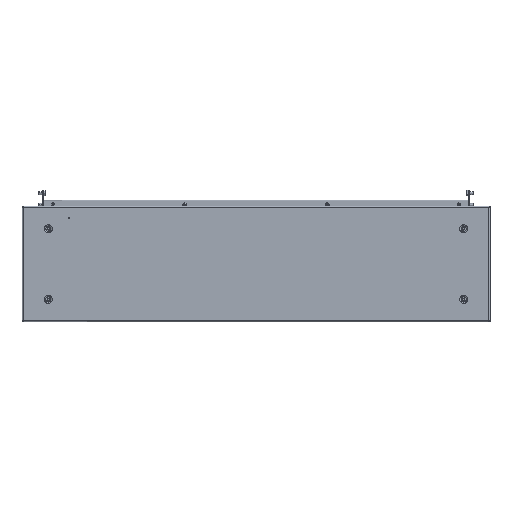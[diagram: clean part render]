
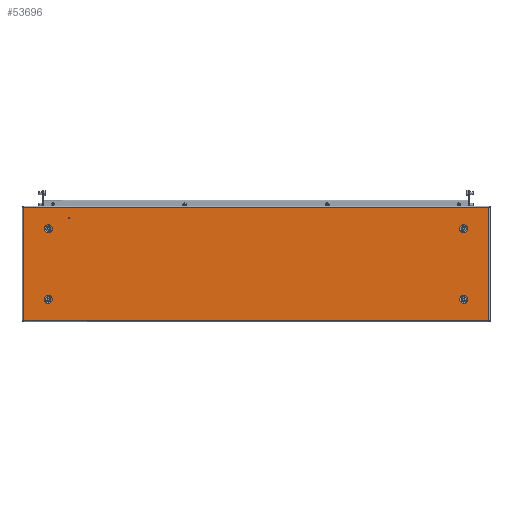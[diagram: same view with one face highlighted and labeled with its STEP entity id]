
A CAD part, top view. The second image highlights one B-rep face of the part: STEP entity #53696.
In plain terms, the highlighted planar face has unit normal (0, 0, 1).
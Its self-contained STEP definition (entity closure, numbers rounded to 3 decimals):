
#49 = CARTESIAN_POINT ( 'NONE',  ( -397., 98., 0. ) ) ;
#201 = AXIS2_PLACEMENT_3D ( 'NONE', #35499, #80328, #3762 ) ;
#659 = CARTESIAN_POINT ( 'NONE',  ( 441.5, 66.557, 0. ) ) ;
#1003 = CARTESIAN_POINT ( 'NONE',  ( -397.5, 98., 0. ) ) ;
#2354 = CIRCLE ( 'NONE', #31178, 0.5 ) ;
#2973 = CARTESIAN_POINT ( 'NONE',  ( 441.5, -75., 0. ) ) ;
#3001 = LINE ( 'NONE', #77132, #39472 ) ;
#3557 = AXIS2_PLACEMENT_3D ( 'NONE', #15355, #73198, #34615 ) ;
#3762 = DIRECTION ( 'NONE',  ( 0., 1., 0. ) ) ;
#4762 = CARTESIAN_POINT ( 'NONE',  ( 441.5, 75., 0. ) ) ;
#6703 = AXIS2_PLACEMENT_3D ( 'NONE', #75703, #37403, #43324 ) ;
#6780 = EDGE_CURVE ( 'NONE', #53994, #44691, #29376, .T. ) ;
#8820 = ORIENTED_EDGE ( 'NONE', *, *, #32095, .F. ) ;
#11185 = DIRECTION ( 'NONE',  ( 0., 1., 0. ) ) ;
#11298 = DIRECTION ( 'NONE',  ( 0., 1., 0. ) ) ;
#15075 = AXIS2_PLACEMENT_3D ( 'NONE', #68368, #30102, #36564 ) ;
#15355 = CARTESIAN_POINT ( 'NONE',  ( -397.5, 98., 0. ) ) ;
#16108 = VECTOR ( 'NONE', #83792, 1000. ) ;
#16378 = CARTESIAN_POINT ( 'NONE',  ( -398., 98., 0. ) ) ;
#16580 = DIRECTION ( 'NONE',  ( 0., 1., 0. ) ) ;
#17002 = LINE ( 'NONE', #56595, #77542 ) ;
#17251 = EDGE_LOOP ( 'NONE', ( #52853, #40052 ) ) ;
#17430 = DIRECTION ( 'NONE',  ( 0., 1., 0. ) ) ;
#17438 = DIRECTION ( 'NONE',  ( 0., 0., 1. ) ) ;
#17566 = AXIS2_PLACEMENT_3D ( 'NONE', #31414, #63267, #31142 ) ;
#18038 = ORIENTED_EDGE ( 'NONE', *, *, #37297, .T. ) ;
#19158 = EDGE_CURVE ( 'NONE', #21478, #53374, #21669, .T. ) ;
#21077 = EDGE_CURVE ( 'NONE', #64800, #65337, #25927, .T. ) ;
#21478 = VERTEX_POINT ( 'NONE', #34778 ) ;
#21669 = LINE ( 'NONE', #28426, #35939 ) ;
#21883 = FACE_BOUND ( 'NONE', #68799, .T. ) ;
#23104 = EDGE_LOOP ( 'NONE', ( #18038, #60819 ) ) ;
#25045 = CIRCLE ( 'NONE', #3557, 0.5 ) ;
#25927 = CIRCLE ( 'NONE', #15075, 8.443 ) ;
#26781 = CARTESIAN_POINT ( 'NONE',  ( 495.1, -120.6, 0. ) ) ;
#28426 = CARTESIAN_POINT ( 'NONE',  ( -496.029, -120.6, 0. ) ) ;
#29227 = EDGE_CURVE ( 'NONE', #56167, #67734, #75600, .T. ) ;
#29376 = CIRCLE ( 'NONE', #201, 8.443 ) ;
#30102 = DIRECTION ( 'NONE',  ( 0., 0., 1. ) ) ;
#31142 = DIRECTION ( 'NONE',  ( 0., 1., 0. ) ) ;
#31178 = AXIS2_PLACEMENT_3D ( 'NONE', #1003, #33290, #64574 ) ;
#31389 = CARTESIAN_POINT ( 'NONE',  ( 0., 0., 0. ) ) ;
#31414 = CARTESIAN_POINT ( 'NONE',  ( 441.5, 75., 0. ) ) ;
#32095 = EDGE_CURVE ( 'NONE', #44691, #53994, #61353, .T. ) ;
#32204 = DIRECTION ( 'NONE',  ( 0., 0., 1. ) ) ;
#32312 = DIRECTION ( 'NONE',  ( 0., -1., 0. ) ) ;
#32402 = VERTEX_POINT ( 'NONE', #659 ) ;
#33290 = DIRECTION ( 'NONE',  ( 0., 0., -1. ) ) ;
#33937 = ORIENTED_EDGE ( 'NONE', *, *, #29227, .F. ) ;
#34615 = DIRECTION ( 'NONE',  ( -1., 0., 0. ) ) ;
#34778 = CARTESIAN_POINT ( 'NONE',  ( -495.1, -120.6, 0. ) ) ;
#34918 = CARTESIAN_POINT ( 'NONE',  ( -441.5, -83.443, 0. ) ) ;
#35498 = CARTESIAN_POINT ( 'NONE',  ( -441.5, 66.557, 0. ) ) ;
#35499 = CARTESIAN_POINT ( 'NONE',  ( 441.5, -75., 0. ) ) ;
#35643 = ORIENTED_EDGE ( 'NONE', *, *, #79413, .T. ) ;
#35939 = VECTOR ( 'NONE', #73748, 1000. ) ;
#36429 = ORIENTED_EDGE ( 'NONE', *, *, #6780, .F. ) ;
#36488 = ORIENTED_EDGE ( 'NONE', *, *, #40769, .F. ) ;
#36564 = DIRECTION ( 'NONE',  ( 0., 1., 0. ) ) ;
#36624 = CARTESIAN_POINT ( 'NONE',  ( -441.5, -66.557, 0. ) ) ;
#36840 = EDGE_CURVE ( 'NONE', #32402, #81442, #77487, .T. ) ;
#37297 = EDGE_CURVE ( 'NONE', #44633, #50126, #2354, .T. ) ;
#37403 = DIRECTION ( 'NONE',  ( 0., 0., 1. ) ) ;
#37918 = ORIENTED_EDGE ( 'NONE', *, *, #19158, .T. ) ;
#38092 = EDGE_CURVE ( 'NONE', #67734, #56167, #67874, .T. ) ;
#38246 = AXIS2_PLACEMENT_3D ( 'NONE', #76369, #17438, #11185 ) ;
#39018 = FACE_BOUND ( 'NONE', #50307, .T. ) ;
#39097 = FACE_BOUND ( 'NONE', #23104, .T. ) ;
#39472 = VECTOR ( 'NONE', #32312, 1000. ) ;
#40052 = ORIENTED_EDGE ( 'NONE', *, *, #36840, .F. ) ;
#40769 = EDGE_CURVE ( 'NONE', #65337, #64800, #75080, .T. ) ;
#41013 = FACE_BOUND ( 'NONE', #58468, .T. ) ;
#41418 = LINE ( 'NONE', #57755, #16108 ) ;
#42004 = FACE_BOUND ( 'NONE', #17251, .T. ) ;
#42352 = CARTESIAN_POINT ( 'NONE',  ( -441.5, 83.443, 0. ) ) ;
#43151 = DIRECTION ( 'NONE',  ( 0., 0., 1. ) ) ;
#43324 = DIRECTION ( 'NONE',  ( 0., 1., 0. ) ) ;
#43959 = CARTESIAN_POINT ( 'NONE',  ( -441.5, -75., 0. ) ) ;
#44157 = CARTESIAN_POINT ( 'NONE',  ( 495.1, 120.6, 0. ) ) ;
#44550 = AXIS2_PLACEMENT_3D ( 'NONE', #43959, #43151, #56296 ) ;
#44633 = VERTEX_POINT ( 'NONE', #16378 ) ;
#44691 = VERTEX_POINT ( 'NONE', #68301 ) ;
#45040 = VERTEX_POINT ( 'NONE', #58342 ) ;
#45698 = EDGE_LOOP ( 'NONE', ( #74847, #37918, #35643, #70551 ) ) ;
#46591 = CARTESIAN_POINT ( 'NONE',  ( 441.5, 83.443, 0. ) ) ;
#50126 = VERTEX_POINT ( 'NONE', #49 ) ;
#50307 = EDGE_LOOP ( 'NONE', ( #57646, #36488 ) ) ;
#51429 = EDGE_CURVE ( 'NONE', #45040, #21478, #3001, .T. ) ;
#52853 = ORIENTED_EDGE ( 'NONE', *, *, #64057, .F. ) ;
#53374 = VERTEX_POINT ( 'NONE', #26781 ) ;
#53696 = ADVANCED_FACE ( 'NONE', ( #39097, #21883, #39018, #42004, #41013, #59092 ), #69970, .T. ) ;
#53994 = VERTEX_POINT ( 'NONE', #80700 ) ;
#54661 = DIRECTION ( 'NONE',  ( 0., 0., 1. ) ) ;
#56167 = VERTEX_POINT ( 'NONE', #42352 ) ;
#56296 = DIRECTION ( 'NONE',  ( 0., 1., 0. ) ) ;
#56595 = CARTESIAN_POINT ( 'NONE',  ( 495.1, -121.529, 0. ) ) ;
#57646 = ORIENTED_EDGE ( 'NONE', *, *, #21077, .F. ) ;
#57755 = CARTESIAN_POINT ( 'NONE',  ( 496.029, 120.6, 0. ) ) ;
#58342 = CARTESIAN_POINT ( 'NONE',  ( -495.1, 120.6, 0. ) ) ;
#58382 = AXIS2_PLACEMENT_3D ( 'NONE', #4762, #69684, #11298 ) ;
#58468 = EDGE_LOOP ( 'NONE', ( #33937, #83332 ) ) ;
#59092 = FACE_OUTER_BOUND ( 'NONE', #45698, .T. ) ;
#59191 = AXIS2_PLACEMENT_3D ( 'NONE', #2973, #54661, #16580 ) ;
#60819 = ORIENTED_EDGE ( 'NONE', *, *, #79704, .T. ) ;
#61353 = CIRCLE ( 'NONE', #59191, 8.443 ) ;
#62254 = VERTEX_POINT ( 'NONE', #44157 ) ;
#63267 = DIRECTION ( 'NONE',  ( 0., 0., 1. ) ) ;
#64057 = EDGE_CURVE ( 'NONE', #81442, #32402, #65712, .T. ) ;
#64574 = DIRECTION ( 'NONE',  ( -1., 0., 0. ) ) ;
#64800 = VERTEX_POINT ( 'NONE', #36624 ) ;
#65337 = VERTEX_POINT ( 'NONE', #34918 ) ;
#65712 = CIRCLE ( 'NONE', #58382, 8.443 ) ;
#67734 = VERTEX_POINT ( 'NONE', #35498 ) ;
#67874 = CIRCLE ( 'NONE', #38246, 8.443 ) ;
#68301 = CARTESIAN_POINT ( 'NONE',  ( 441.5, -83.443, 0. ) ) ;
#68368 = CARTESIAN_POINT ( 'NONE',  ( -441.5, -75., 0. ) ) ;
#68799 = EDGE_LOOP ( 'NONE', ( #36429, #8820 ) ) ;
#69684 = DIRECTION ( 'NONE',  ( 0., 0., 1. ) ) ;
#69970 = PLANE ( 'NONE',  #73836 ) ;
#70261 = DIRECTION ( 'NONE',  ( 1., 0., 0. ) ) ;
#70551 = ORIENTED_EDGE ( 'NONE', *, *, #80291, .T. ) ;
#73198 = DIRECTION ( 'NONE',  ( 0., 0., -1. ) ) ;
#73748 = DIRECTION ( 'NONE',  ( 1., 0., 0. ) ) ;
#73836 = AXIS2_PLACEMENT_3D ( 'NONE', #31389, #32204, #70261 ) ;
#74847 = ORIENTED_EDGE ( 'NONE', *, *, #51429, .T. ) ;
#75080 = CIRCLE ( 'NONE', #44550, 8.443 ) ;
#75600 = CIRCLE ( 'NONE', #6703, 8.443 ) ;
#75703 = CARTESIAN_POINT ( 'NONE',  ( -441.5, 75., 0. ) ) ;
#76369 = CARTESIAN_POINT ( 'NONE',  ( -441.5, 75., 0. ) ) ;
#77132 = CARTESIAN_POINT ( 'NONE',  ( -495.1, 121.529, 0. ) ) ;
#77487 = CIRCLE ( 'NONE', #17566, 8.443 ) ;
#77542 = VECTOR ( 'NONE', #17430, 1000. ) ;
#79413 = EDGE_CURVE ( 'NONE', #53374, #62254, #17002, .T. ) ;
#79704 = EDGE_CURVE ( 'NONE', #50126, #44633, #25045, .T. ) ;
#80291 = EDGE_CURVE ( 'NONE', #62254, #45040, #41418, .T. ) ;
#80328 = DIRECTION ( 'NONE',  ( 0., 0., 1. ) ) ;
#80700 = CARTESIAN_POINT ( 'NONE',  ( 441.5, -66.557, 0. ) ) ;
#81442 = VERTEX_POINT ( 'NONE', #46591 ) ;
#83332 = ORIENTED_EDGE ( 'NONE', *, *, #38092, .F. ) ;
#83792 = DIRECTION ( 'NONE',  ( -1., 0., 0. ) ) ;
